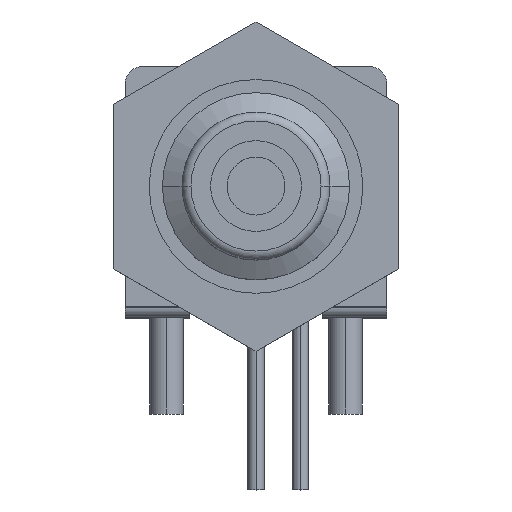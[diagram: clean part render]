
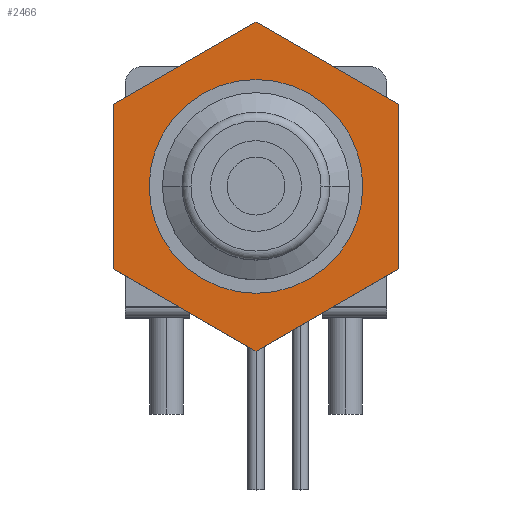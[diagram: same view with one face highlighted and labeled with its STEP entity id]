
A CAD part, top view. The second image highlights one B-rep face of the part: STEP entity #2466.
In plain terms, the highlighted planar face has unit normal (0, 0, 1).
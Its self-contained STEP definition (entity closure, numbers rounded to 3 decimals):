
#33 = CIRCLE ( 'NONE', #583, 5.825 ) ;
#129 = VERTEX_POINT ( 'NONE', #2679 ) ;
#142 = VECTOR ( 'NONE', #1290, 1000. ) ;
#148 = DIRECTION ( 'NONE',  ( 0.866, -0.5, 0. ) ) ;
#221 = CARTESIAN_POINT ( 'NONE',  ( 7.998, -4.508, 3.961 ) ) ;
#348 = LINE ( 'NONE', #1607, #923 ) ;
#393 = ORIENTED_EDGE ( 'NONE', *, *, #1653, .T. ) ;
#458 = DIRECTION ( 'NONE',  ( 0., 1., 0. ) ) ;
#476 = DIRECTION ( 'NONE',  ( 1., 0., 0. ) ) ;
#547 = ORIENTED_EDGE ( 'NONE', *, *, #1789, .F. ) ;
#569 = VERTEX_POINT ( 'NONE', #1169 ) ;
#583 = AXIS2_PLACEMENT_3D ( 'NONE', #2366, #916, #2610 ) ;
#654 = EDGE_CURVE ( 'NONE', #129, #569, #1857, .T. ) ;
#700 = DIRECTION ( 'NONE',  ( -0.866, 0.5, 0. ) ) ;
#811 = CARTESIAN_POINT ( 'NONE',  ( 7.998, -4.508, 3.961 ) ) ;
#829 = CARTESIAN_POINT ( 'NONE',  ( -0.002, -9.126, 3.961 ) ) ;
#854 = ORIENTED_EDGE ( 'NONE', *, *, #2309, .F. ) ;
#916 = DIRECTION ( 'NONE',  ( 0., 0., 1. ) ) ;
#922 = DIRECTION ( 'NONE',  ( 0., 0., 1. ) ) ;
#923 = VECTOR ( 'NONE', #1120, 1000. ) ;
#937 = FACE_BOUND ( 'NONE', #2896, .T. ) ;
#1015 = VERTEX_POINT ( 'NONE', #811 ) ;
#1070 = CARTESIAN_POINT ( 'NONE',  ( -0.002, 9.349, 3.961 ) ) ;
#1099 = CIRCLE ( 'NONE', #1582, 5.825 ) ;
#1120 = DIRECTION ( 'NONE',  ( 0., -1., 0. ) ) ;
#1157 = VECTOR ( 'NONE', #700, 1000. ) ;
#1169 = CARTESIAN_POINT ( 'NONE',  ( -0.002, -9.126, 3.961 ) ) ;
#1187 = EDGE_CURVE ( 'NONE', #1764, #129, #348, .T. ) ;
#1226 = VECTOR ( 'NONE', #148, 1000. ) ;
#1287 = ORIENTED_EDGE ( 'NONE', *, *, #2894, .T. ) ;
#1290 = DIRECTION ( 'NONE',  ( -0.866, -0.5, 0. ) ) ;
#1353 = CARTESIAN_POINT ( 'NONE',  ( -8.002, -4.508, 3.961 ) ) ;
#1451 = CARTESIAN_POINT ( 'NONE',  ( 5.823, 0.111, 3.961 ) ) ;
#1535 = ORIENTED_EDGE ( 'NONE', *, *, #2129, .T. ) ;
#1537 = ORIENTED_EDGE ( 'NONE', *, *, #2835, .T. ) ;
#1582 = AXIS2_PLACEMENT_3D ( 'NONE', #2371, #922, #2612 ) ;
#1607 = CARTESIAN_POINT ( 'NONE',  ( -8.002, 4.73, 3.961 ) ) ;
#1653 = EDGE_CURVE ( 'NONE', #569, #1015, #2120, .T. ) ;
#1654 = VECTOR ( 'NONE', #458, 1000. ) ;
#1687 = VERTEX_POINT ( 'NONE', #2295 ) ;
#1691 = PLANE ( 'NONE',  #2035 ) ;
#1764 = VERTEX_POINT ( 'NONE', #2596 ) ;
#1773 = CARTESIAN_POINT ( 'NONE',  ( -0.002, 9.349, 3.961 ) ) ;
#1789 = EDGE_CURVE ( 'NONE', #2475, #2326, #1099, .T. ) ;
#1857 = LINE ( 'NONE', #1353, #1226 ) ;
#1917 = DIRECTION ( 'NONE',  ( 0., 0., 1. ) ) ;
#2035 = AXIS2_PLACEMENT_3D ( 'NONE', #2908, #1917, #476 ) ;
#2120 = LINE ( 'NONE', #829, #2706 ) ;
#2129 = EDGE_CURVE ( 'NONE', #3051, #1764, #2648, .T. ) ;
#2228 = FACE_OUTER_BOUND ( 'NONE', #2408, .T. ) ;
#2239 = ORIENTED_EDGE ( 'NONE', *, *, #1187, .T. ) ;
#2293 = LINE ( 'NONE', #221, #1654 ) ;
#2295 = CARTESIAN_POINT ( 'NONE',  ( 7.998, 4.73, 3.961 ) ) ;
#2309 = EDGE_CURVE ( 'NONE', #2326, #2475, #33, .T. ) ;
#2326 = VERTEX_POINT ( 'NONE', #2867 ) ;
#2366 = CARTESIAN_POINT ( 'NONE',  ( -0.002, 0.111, 3.961 ) ) ;
#2371 = CARTESIAN_POINT ( 'NONE',  ( -0.002, 0.111, 3.961 ) ) ;
#2408 = EDGE_LOOP ( 'NONE', ( #1537, #1535, #2239, #3106, #393, #1287 ) ) ;
#2466 = ADVANCED_FACE ( 'NONE', ( #2228, #937 ), #1691, .T. ) ;
#2475 = VERTEX_POINT ( 'NONE', #1451 ) ;
#2596 = CARTESIAN_POINT ( 'NONE',  ( -8.002, 4.73, 3.961 ) ) ;
#2610 = DIRECTION ( 'NONE',  ( 1., 0., 0. ) ) ;
#2612 = DIRECTION ( 'NONE',  ( 1., 0., 0. ) ) ;
#2648 = LINE ( 'NONE', #1773, #142 ) ;
#2679 = CARTESIAN_POINT ( 'NONE',  ( -8.002, -4.508, 3.961 ) ) ;
#2706 = VECTOR ( 'NONE', #2796, 1000. ) ;
#2796 = DIRECTION ( 'NONE',  ( 0.866, 0.5, 0. ) ) ;
#2835 = EDGE_CURVE ( 'NONE', #1687, #3051, #3111, .T. ) ;
#2867 = CARTESIAN_POINT ( 'NONE',  ( -5.827, 0.111, 3.961 ) ) ;
#2894 = EDGE_CURVE ( 'NONE', #1015, #1687, #2293, .T. ) ;
#2896 = EDGE_LOOP ( 'NONE', ( #854, #547 ) ) ;
#2908 = CARTESIAN_POINT ( 'NONE',  ( -0.002, 0.111, 3.961 ) ) ;
#3051 = VERTEX_POINT ( 'NONE', #1070 ) ;
#3106 = ORIENTED_EDGE ( 'NONE', *, *, #654, .T. ) ;
#3111 = LINE ( 'NONE', #3128, #1157 ) ;
#3128 = CARTESIAN_POINT ( 'NONE',  ( 7.998, 4.73, 3.961 ) ) ;
